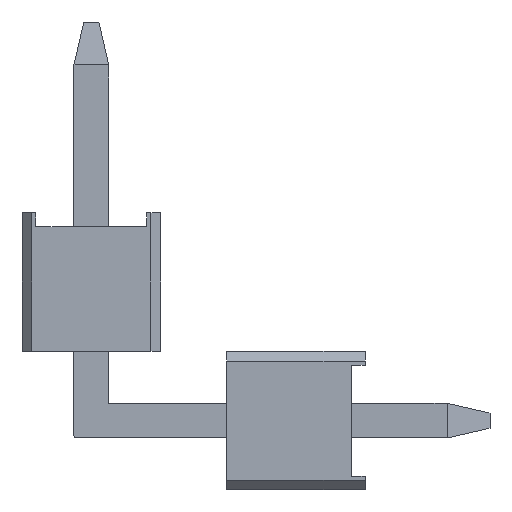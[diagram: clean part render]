
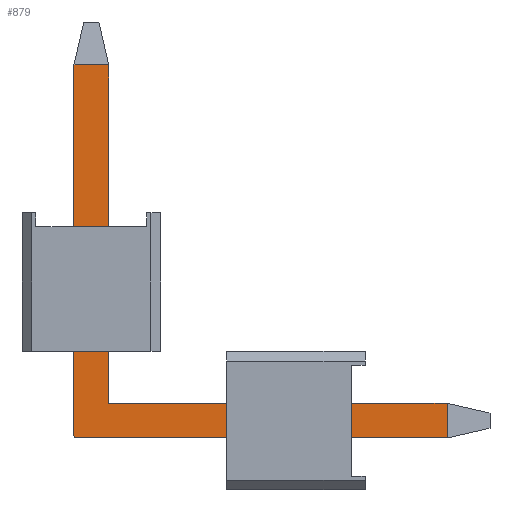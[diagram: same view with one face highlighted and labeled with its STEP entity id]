
A CAD part, left-side view. The second image highlights one B-rep face of the part: STEP entity #879.
In plain terms, the highlighted planar face has unit normal (-1, 0, 0).
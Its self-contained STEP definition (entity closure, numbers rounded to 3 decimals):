
#3 = CARTESIAN_POINT ( 'NONE',  ( -0.318, -0.635, -6.985 ) ) ;
#24 = CARTESIAN_POINT ( 'NONE',  ( -0.318, -3.416, -0.787 ) ) ;
#36 = CARTESIAN_POINT ( 'NONE',  ( -0.318, -6.833, -4.204 ) ) ;
#62 = VERTEX_POINT ( 'NONE', #1147 ) ;
#176 = EDGE_CURVE ( 'NONE', #62, #1325, #605, .T. ) ;
#241 = VECTOR ( 'NONE', #535, 1000. ) ;
#243 = DIRECTION ( 'NONE',  ( 0., 0., -1. ) ) ;
#255 = CARTESIAN_POINT ( 'NONE',  ( -0.317, 0., -0.787 ) ) ;
#281 = DIRECTION ( 'NONE',  ( 0., 0., -1. ) ) ;
#293 = CARTESIAN_POINT ( 'NONE',  ( -0.318, -3.416, -6.985 ) ) ;
#314 = FACE_OUTER_BOUND ( 'NONE', #416, .T. ) ;
#331 = LINE ( 'NONE', #24, #1183 ) ;
#409 = ORIENTED_EDGE ( 'NONE', *, *, #176, .F. ) ;
#416 = EDGE_LOOP ( 'NONE', ( #444, #1087, #1174, #1130, #409, #870 ) ) ;
#444 = ORIENTED_EDGE ( 'NONE', *, *, #1264, .F. ) ;
#445 = DIRECTION ( 'NONE',  ( 0., 1., 0. ) ) ;
#504 = DIRECTION ( 'NONE',  ( 0., 0., 1. ) ) ;
#535 = DIRECTION ( 'NONE',  ( 0., 0., -1. ) ) ;
#583 = DIRECTION ( 'NONE',  ( 1., 0., 0. ) ) ;
#605 = LINE ( 'NONE', #708, #850 ) ;
#619 = VERTEX_POINT ( 'NONE', #1291 ) ;
#708 = CARTESIAN_POINT ( 'NONE',  ( -0.318, 0., -4.204 ) ) ;
#723 = DIRECTION ( 'NONE',  ( 0., -1., 0. ) ) ;
#727 = VECTOR ( 'NONE', #445, 1000. ) ;
#735 = DIRECTION ( 'NONE',  ( 0., -1., 0. ) ) ;
#742 = VECTOR ( 'NONE', #735, 1000. ) ;
#743 = EDGE_CURVE ( 'NONE', #1178, #986, #951, .T. ) ;
#747 = AXIS2_PLACEMENT_3D ( 'NONE', #789, #583, #281 ) ;
#761 = CARTESIAN_POINT ( 'NONE',  ( -0.318, -6.833, -7.62 ) ) ;
#789 = CARTESIAN_POINT ( 'NONE',  ( -0.318, -6.833, -0.787 ) ) ;
#850 = VECTOR ( 'NONE', #504, 1000. ) ;
#870 = ORIENTED_EDGE ( 'NONE', *, *, #1235, .F. ) ;
#879 = ADVANCED_FACE ( 'NONE', ( #314 ), #899, .F. ) ;
#899 = PLANE ( 'NONE',  #747 ) ;
#951 = LINE ( 'NONE', #293, #742 ) ;
#964 = VECTOR ( 'NONE', #243, 1000. ) ;
#986 = VERTEX_POINT ( 'NONE', #1011 ) ;
#996 = LINE ( 'NONE', #1043, #727 ) ;
#1011 = CARTESIAN_POINT ( 'NONE',  ( -0.318, -6.833, -6.985 ) ) ;
#1035 = LINE ( 'NONE', #1153, #241 ) ;
#1043 = CARTESIAN_POINT ( 'NONE',  ( -0.318, -3.416, -7.62 ) ) ;
#1068 = VERTEX_POINT ( 'NONE', #761 ) ;
#1087 = ORIENTED_EDGE ( 'NONE', *, *, #743, .F. ) ;
#1101 = EDGE_CURVE ( 'NONE', #1325, #619, #331, .T. ) ;
#1130 = ORIENTED_EDGE ( 'NONE', *, *, #1101, .F. ) ;
#1147 = CARTESIAN_POINT ( 'NONE',  ( -0.318, 0., -7.62 ) ) ;
#1153 = CARTESIAN_POINT ( 'NONE',  ( -0.318, -0.635, -4.204 ) ) ;
#1174 = ORIENTED_EDGE ( 'NONE', *, *, #1202, .F. ) ;
#1178 = VERTEX_POINT ( 'NONE', #3 ) ;
#1183 = VECTOR ( 'NONE', #723, 1000. ) ;
#1202 = EDGE_CURVE ( 'NONE', #619, #1178, #1035, .T. ) ;
#1235 = EDGE_CURVE ( 'NONE', #1068, #62, #996, .T. ) ;
#1264 = EDGE_CURVE ( 'NONE', #986, #1068, #1279, .T. ) ;
#1279 = LINE ( 'NONE', #36, #964 ) ;
#1291 = CARTESIAN_POINT ( 'NONE',  ( -0.318, -0.635, -0.787 ) ) ;
#1325 = VERTEX_POINT ( 'NONE', #255 ) ;
